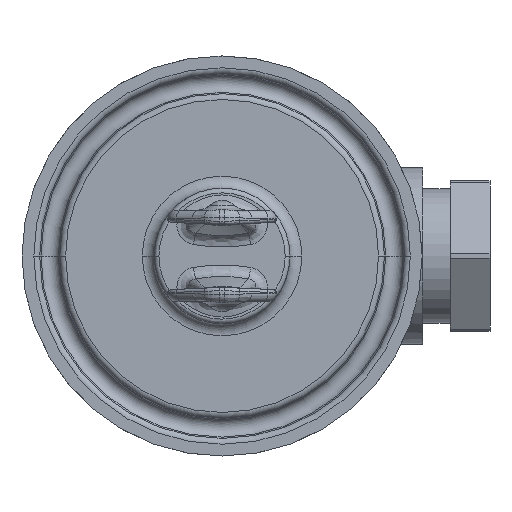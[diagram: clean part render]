
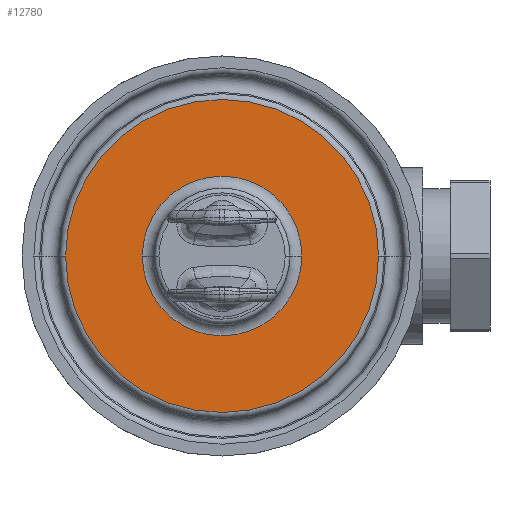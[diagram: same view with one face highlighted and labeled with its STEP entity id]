
A CAD part, front view. The second image highlights one B-rep face of the part: STEP entity #12780.
In plain terms, the highlighted planar face has unit normal (0, -1, 0).
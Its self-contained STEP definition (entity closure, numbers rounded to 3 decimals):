
#12101=CARTESIAN_POINT('',(0.,-30.5,0.));
#12102=DIRECTION('',(0.,1.,0.));
#12103=DIRECTION('',(1.,0.,0.));
#12104=AXIS2_PLACEMENT_3D('',#12101,#12102,#12103);
#12109=CARTESIAN_POINT('',(0.,-30.5,0.));
#12110=DIRECTION('',(0.,1.,0.));
#12111=DIRECTION('',(-1.,0.,0.));
#12112=AXIS2_PLACEMENT_3D('',#12109,#12110,#12111);
#12117=CARTESIAN_POINT('',(0.,-30.5,0.));
#12118=DIRECTION('',(0.,-1.,0.));
#12119=DIRECTION('',(1.,0.,0.));
#12120=AXIS2_PLACEMENT_3D('',#12117,#12118,#12119);
#12125=CARTESIAN_POINT('',(0.,-30.5,0.));
#12126=DIRECTION('',(0.,-1.,0.));
#12127=DIRECTION('',(-1.,0.,0.));
#12128=AXIS2_PLACEMENT_3D('',#12125,#12126,#12127);
#12611=CARTESIAN_POINT('',(10.05,-30.5,0.));
#12612=VERTEX_POINT('',#12611);
#12613=CARTESIAN_POINT('',(-10.05,-30.5,0.));
#12614=VERTEX_POINT('',#12613);
#12615=CARTESIAN_POINT('',(19.707,-30.5,0.));
#12616=CARTESIAN_POINT('',(-19.707,-30.5,0.));
#12617=VERTEX_POINT('',#12615);
#12618=VERTEX_POINT('',#12616);
#12765=CARTESIAN_POINT('',(0.,-30.5,0.));
#12766=DIRECTION('',(0.,1.,0.));
#12767=DIRECTION('',(-1.,0.,0.));
#12768=AXIS2_PLACEMENT_3D('',#12765,#12766,#12767);
#12769=PLANE('',#12768);
#12771=ORIENTED_EDGE('',*,*,#12770,.T.);
#12773=ORIENTED_EDGE('',*,*,#12772,.T.);
#12774=EDGE_LOOP('',(#12771,#12773));
#12775=FACE_OUTER_BOUND('',#12774,.F.);
#12776=ORIENTED_EDGE('',*,*,#12747,.T.);
#12777=ORIENTED_EDGE('',*,*,#12758,.T.);
#12778=EDGE_LOOP('',(#12776,#12777));
#12779=FACE_BOUND('',#12778,.F.);
#12780=ADVANCED_FACE('',(#12775,#12779),#12769,.F.);
#12105=CIRCLE('',#12104,19.707);
#12113=CIRCLE('',#12112,19.707);
#12121=CIRCLE('',#12120,10.05);
#12129=CIRCLE('',#12128,10.05);
#12747=EDGE_CURVE('',#12612,#12614,#12121,.T.);
#12758=EDGE_CURVE('',#12614,#12612,#12129,.T.);
#12770=EDGE_CURVE('',#12617,#12618,#12105,.T.);
#12772=EDGE_CURVE('',#12618,#12617,#12113,.T.);
